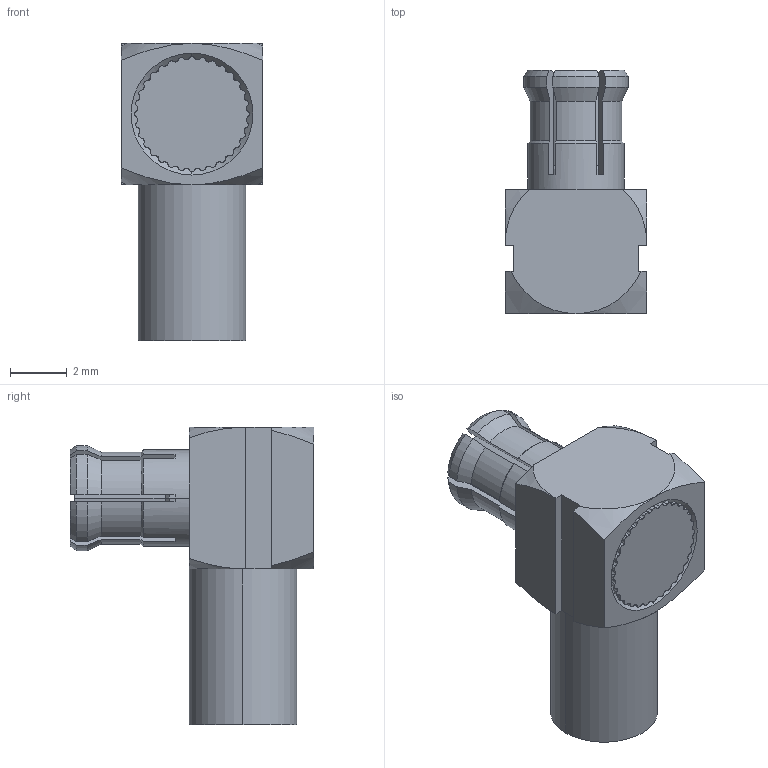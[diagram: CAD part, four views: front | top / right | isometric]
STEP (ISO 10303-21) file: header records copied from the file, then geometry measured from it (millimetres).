
FILE_DESCRIPTION((''),'2;1');
FILE_NAME('919-389P-51A','2016-07-18T',('Rajagopal'),(''),'PRO/ENGINEER BY PARAMETRIC TECHNOLOGY CORPORATION, 2014440','PRO/ENGINEER BY PARAMETRIC TECHNOLOGY CORPORATION, 2014440','');
FILE_SCHEMA(('CONFIG_CONTROL_DESIGN'));
Length unit declared in the file: millimetre
Products named in the file (1): 919-389P-51A
Bounding box: 5 x 8.6 x 10.5 mm (x, y, z)
Surface area: 558.8 mm2 (no closed solid volume)
Topology: 0 solids, 9 shells, 244 faces, 704 edges, 470 vertices
Faces by surface type: cylinder 134, plane 54, cone 53, bspline 3
Entity records: 8629 total; most frequent: CARTESIAN_POINT 2177, DIRECTION 1431, ORIENTED_EDGE 1250, EDGE_CURVE 702, AXIS2_PLACEMENT_3D 584, VERTEX_POINT 470, CIRCLE 343, VECTOR 263
